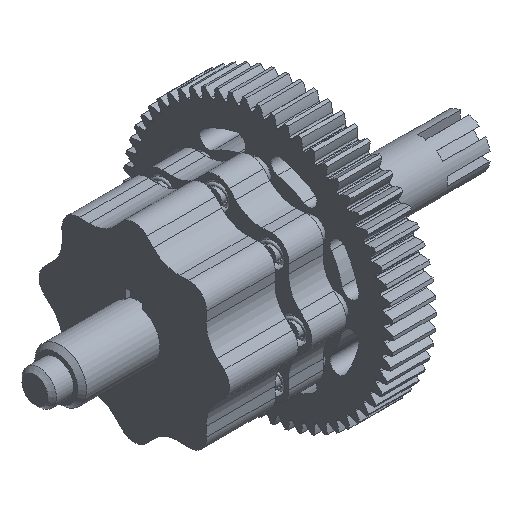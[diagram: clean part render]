
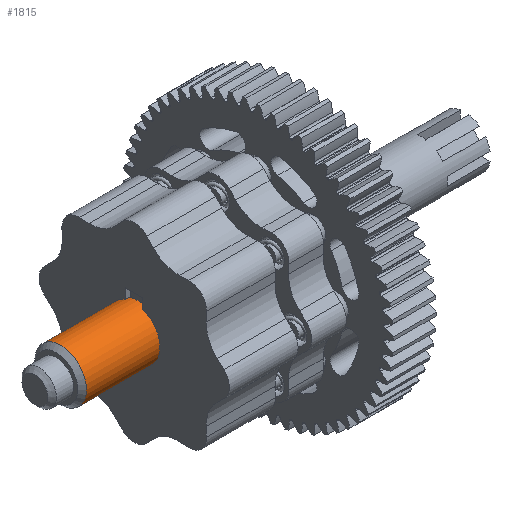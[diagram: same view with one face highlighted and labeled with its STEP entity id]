
A CAD part, isometric view. The second image highlights one B-rep face of the part: STEP entity #1815.
In plain terms, the highlighted cylindrical face has radius 3 mm (diameter 6 mm), a full revolution.
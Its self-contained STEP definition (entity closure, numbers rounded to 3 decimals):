
#1815=ADVANCED_FACE('',(#10655,#10657,#10659),#10661,.T.);
#10655=FACE_OUTER_BOUND('',#10656,.T.);
#10656=EDGE_LOOP('',(#21735));
#10657=FACE_OUTER_BOUND('',#10658,.T.);
#10658=EDGE_LOOP('',(#21736));
#10659=FACE_BOUND('',#10660,.T.);
#10660=EDGE_LOOP('',(#21737,#21738,#21739,#21740));
#10661=CYLINDRICAL_SURFACE('',#10662,3.);
#10662=AXIS2_PLACEMENT_3D('',#10663,#10664,#10665);
#10663=CARTESIAN_POINT('',(0.,0.,0.));
#10664=DIRECTION('',(1.,0.,0.));
#10665=DIRECTION('',(0.,1.,0.));
#21735=ORIENTED_EDGE('',*,*,#23412,.F.);
#21736=ORIENTED_EDGE('',*,*,#23413,.T.);
#21737=ORIENTED_EDGE('',*,*,#23414,.T.);
#21738=ORIENTED_EDGE('',*,*,#23415,.T.);
#21739=ORIENTED_EDGE('',*,*,#23416,.T.);
#21740=ORIENTED_EDGE('',*,*,#23417,.T.);
#23412=EDGE_CURVE('',#26142,#26142,#26143,.T.);
#23413=EDGE_CURVE('',#26144,#26144,#26145,.T.);
#23414=EDGE_CURVE('',#26146,#26147,#26148,.F.);
#23415=EDGE_CURVE('',#26147,#26149,#26150,.F.);
#23416=EDGE_CURVE('',#26149,#26151,#26152,.T.);
#23417=EDGE_CURVE('',#26151,#26146,#26153,.T.);
#26142=VERTEX_POINT('',#45992);
#26143=CIRCLE('',#45993,3.);
#26144=VERTEX_POINT('',#45997);
#26145=CIRCLE('',#45998,3.);
#26146=VERTEX_POINT('',#46002);
#26147=VERTEX_POINT('',#46003);
#26148=LINE('',#46004,#46005);
#26149=VERTEX_POINT('',#46007);
#26150=CIRCLE('',#46008,3.);
#26151=VERTEX_POINT('',#46012);
#26152=LINE('',#46013,#46014);
#26153=CIRCLE('',#46016,3.);
#45992=CARTESIAN_POINT('',(32.,3.,0.));
#45993=AXIS2_PLACEMENT_3D('',#45994,#45995,#45996);
#45994=CARTESIAN_POINT('',(32.,0.,0.));
#45995=DIRECTION('',(1.,0.,0.));
#45996=DIRECTION('',(0.,1.,0.));
#45997=CARTESIAN_POINT('',(3.,3.,0.));
#45998=AXIS2_PLACEMENT_3D('',#45999,#46000,#46001);
#45999=CARTESIAN_POINT('',(3.,0.,0.));
#46000=DIRECTION('',(1.,0.,0.));
#46001=DIRECTION('',(0.,1.,0.));
#46002=CARTESIAN_POINT('',(26.,-1.,2.828));
#46003=CARTESIAN_POINT('',(12.,-1.,2.828));
#46004=CARTESIAN_POINT('',(12.,-1.,2.828));
#46005=VECTOR('',#46006,1.);
#46006=DIRECTION('',(1.,0.,0.));
#46007=CARTESIAN_POINT('',(12.,1.,2.828));
#46008=AXIS2_PLACEMENT_3D('',#46009,#46010,#46011);
#46009=CARTESIAN_POINT('',(12.,0.,0.));
#46010=DIRECTION('',(1.,0.,0.));
#46011=DIRECTION('',(0.,0.333,0.943));
#46012=CARTESIAN_POINT('',(26.,1.,2.828));
#46013=CARTESIAN_POINT('',(12.,1.,2.828));
#46014=VECTOR('',#46015,1.);
#46015=DIRECTION('',(1.,0.,0.));
#46016=AXIS2_PLACEMENT_3D('',#46017,#46018,#46019);
#46017=CARTESIAN_POINT('',(26.,0.,0.));
#46018=DIRECTION('',(1.,0.,0.));
#46019=DIRECTION('',(0.,0.333,0.943));
